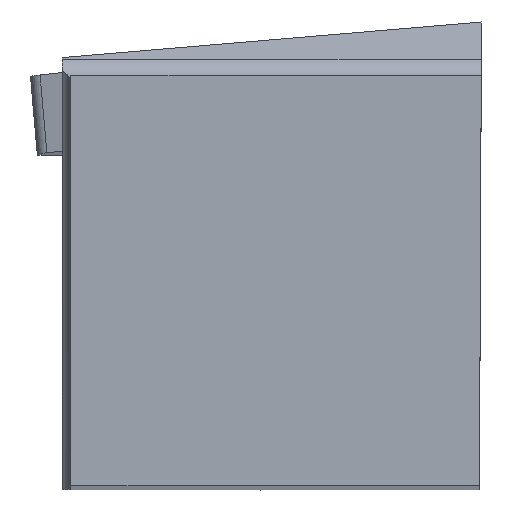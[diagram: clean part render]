
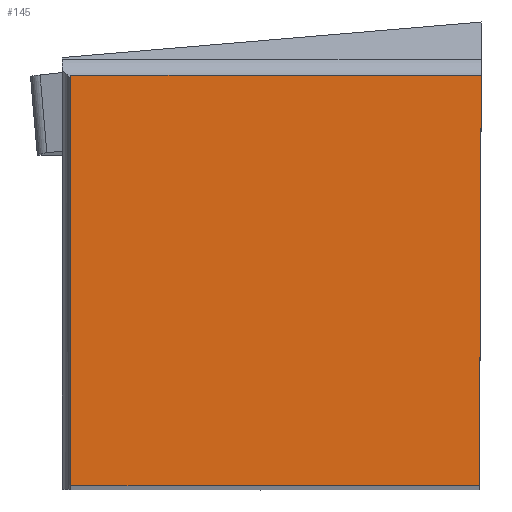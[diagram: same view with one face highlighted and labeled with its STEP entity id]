
A CAD part, top view. The second image highlights one B-rep face of the part: STEP entity #145.
In plain terms, the highlighted planar face has unit normal (0, 0, 1).
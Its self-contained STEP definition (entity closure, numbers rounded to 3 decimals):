
#117=FACE_OUTER_BOUND('',#322,.T.);
#145=ADVANCED_FACE('SHANK_FACE_BACK',(#117),#171,.F.);
#171=PLANE('',#710);
#217=LINE('',#1024,#273);
#222=LINE('',#1035,#278);
#223=LINE('',#1037,#279);
#224=LINE('',#1039,#280);
#273=VECTOR('',#828,1.);
#278=VECTOR('',#837,1.);
#279=VECTOR('',#840,1.);
#280=VECTOR('',#841,1.);
#322=EDGE_LOOP('',(#421,#422,#423,#424));
#421=ORIENTED_EDGE('',*,*,#584,.F.);
#422=ORIENTED_EDGE('',*,*,#577,.T.);
#423=ORIENTED_EDGE('',*,*,#583,.T.);
#424=ORIENTED_EDGE('',*,*,#585,.F.);
#517=VERTEX_POINT('',#1023);
#518=VERTEX_POINT('',#1025);
#521=VERTEX_POINT('',#1034);
#522=VERTEX_POINT('',#1038);
#577=EDGE_CURVE('',#518,#517,#217,.T.);
#583=EDGE_CURVE('',#517,#521,#222,.T.);
#584=EDGE_CURVE('',#518,#522,#223,.T.);
#585=EDGE_CURVE('',#522,#521,#224,.T.);
#710=AXIS2_PLACEMENT_3D('',#1040,#842,#843);
#828=DIRECTION('',(1.,0.,0.));
#837=DIRECTION('',(0.004,1.,0.));
#840=DIRECTION('',(0.,1.,0.));
#841=DIRECTION('',(1.,0.,0.));
#842=DIRECTION('',(0.,0.,-1.));
#843=DIRECTION('',(-0.996,-0.086,0.));
#1023=CARTESIAN_POINT('',(-0.109,0.,0.));
#1024=CARTESIAN_POINT('',(-35.943,0.,0.));
#1025=CARTESIAN_POINT('',(-24.875,0.,0.));
#1034=CARTESIAN_POINT('',(0.,24.875,0.));
#1035=CARTESIAN_POINT('',(-0.808,-160.194,0.));
#1037=CARTESIAN_POINT('',(-24.875,-6.744,0.));
#1038=CARTESIAN_POINT('',(-24.875,24.875,0.));
#1039=CARTESIAN_POINT('',(-35.943,24.875,0.));
#1040=CARTESIAN_POINT('',(0.,0.,0.));
